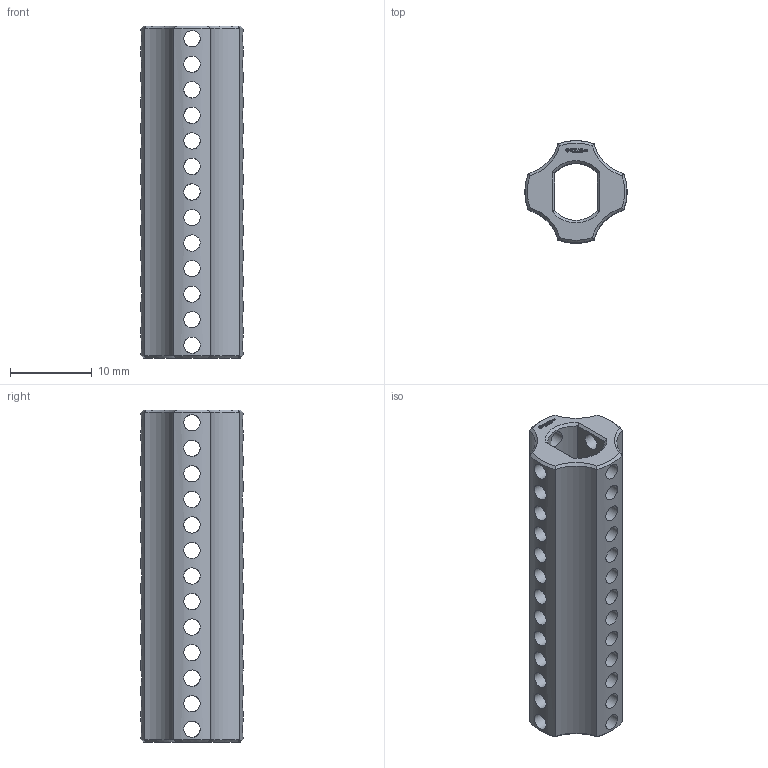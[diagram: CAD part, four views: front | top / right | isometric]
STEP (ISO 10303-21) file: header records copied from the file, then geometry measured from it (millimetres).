
FILE_DESCRIPTION(('FreeCAD Model'),'2;1');
FILE_NAME('Open CASCADE Shape Model','2024-06-15T23:59:55',(''),(''), 'Open CASCADE STEP processor 7.6','FreeCAD','Unknown');
FILE_SCHEMA(('AUTOMOTIVE_DESIGN { 1 0 10303 214 1 1 1 1 }'));
Length unit declared in the file: millimetre
Products named in the file (1): Power-Transmission Hub PLN IDX FXD BU03.25 - SPN-PTH-0013 
(stemfie.org)
Bounding box: 12.5 x 12.5 x 40.62 mm (x, y, z)
Volume: 2420.8 mm3; surface area: 3306.7 mm2
Topology: 1 solids, 1 shells, 553 faces, 1562 edges, 1042 vertices
Faces by surface type: plane 321, extrusion 150, cylinder 62, cone 20
Full cylindrical faces by diameter (mm): 2 x52
Entity records: 21739 total; most frequent: CARTESIAN_POINT 7869, ORIENTED_EDGE 3124, DIRECTION 2206, EDGE_CURVE 1562, VECTOR 1218, LINE 1068, VERTEX_POINT 1042, FACE_BOUND 690
